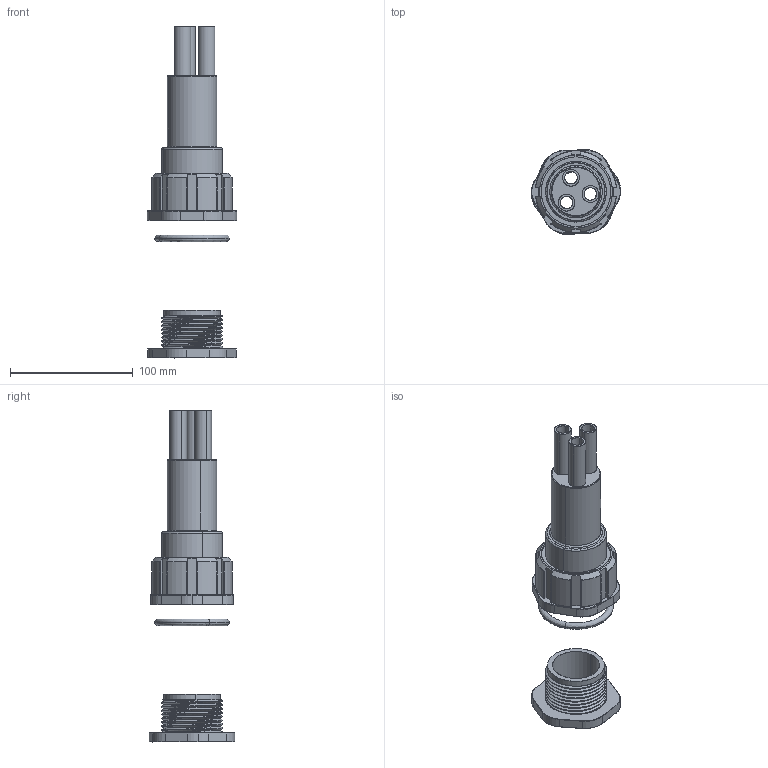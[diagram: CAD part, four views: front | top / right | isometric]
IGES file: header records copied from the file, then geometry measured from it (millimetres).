
Start section: SolidWorks IGES file using analytic representation for surfaces
Global section: file name: 4-NUS-3D.IGS; native system: SolidWorks 2020; preprocessor: SolidWorks 2020; author: office; date: 210528.132918; units: inch
Bounding box: 72.76 x 69.83 x 270.95 mm (x, y, z)
Surface area: 82702.7 mm2 (no closed solid volume)
Topology: 0 solids, 0 shells, 346 faces, 6537 edges, 6537 vertices
Faces by surface type: revolution 197, bspline 149
